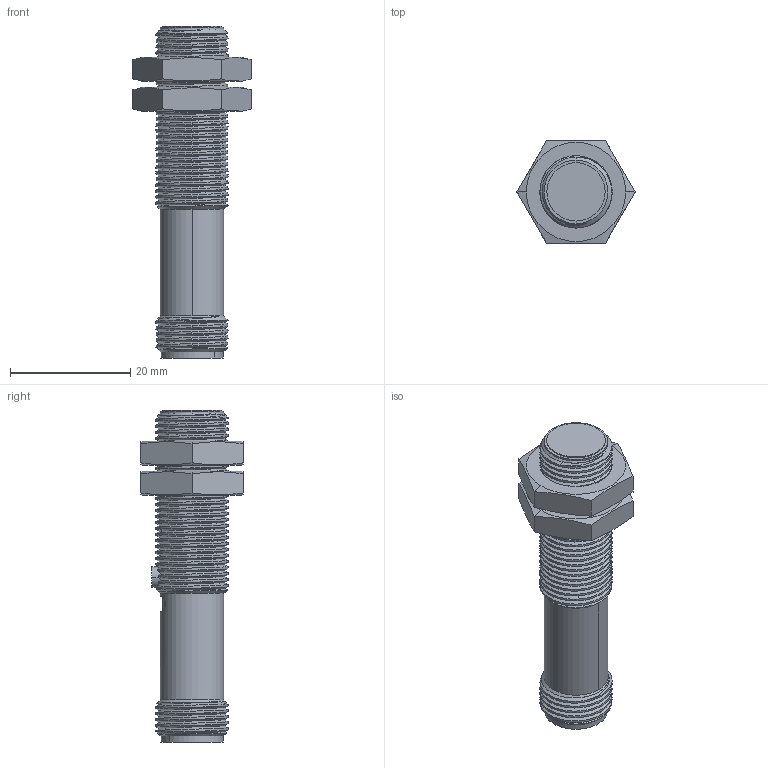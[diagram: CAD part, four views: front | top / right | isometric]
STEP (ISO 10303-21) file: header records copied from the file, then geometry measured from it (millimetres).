
FILE_DESCRIPTION((''),'2;1');
FILE_NAME('DM_CAD-1974_PLUG_SW0001','2014-06-25T',('creinig-se'),(''),'PRO/ENGINEER BY PARAMETRIC TECHNOLOGY CORPORATION, 2013050','PRO/ENGINEER BY PARAMETRIC TECHNOLOGY CORPORATION, 2013050','');
FILE_SCHEMA(('CONFIG_CONTROL_DESIGN'));
Length unit declared in the file: millimetre
Products named in the file (1): DM_CAD-1974_PLUG_SW0001
Bounding box: 19.63 x 17 x 55.2 mm (x, y, z)
Volume: 6137.5 mm3; surface area: 3873.7 mm2
Topology: 1 solids, 1 shells, 212 faces, 557 edges, 350 vertices
Faces by surface type: cylinder 96, bspline 40, cone 36, plane 29, sphere 8, torus 3
Entity records: 20666 total; most frequent: CARTESIAN_POINT 14306, ORIENTED_EDGE 1098, DIRECTION 824, EDGE_CURVE 549, VERTEX_POINT 350, AXIS2_PLACEMENT_3D 327, B_SPLINE_CURVE_WITH_KNOTS 224, EDGE_LOOP 223
